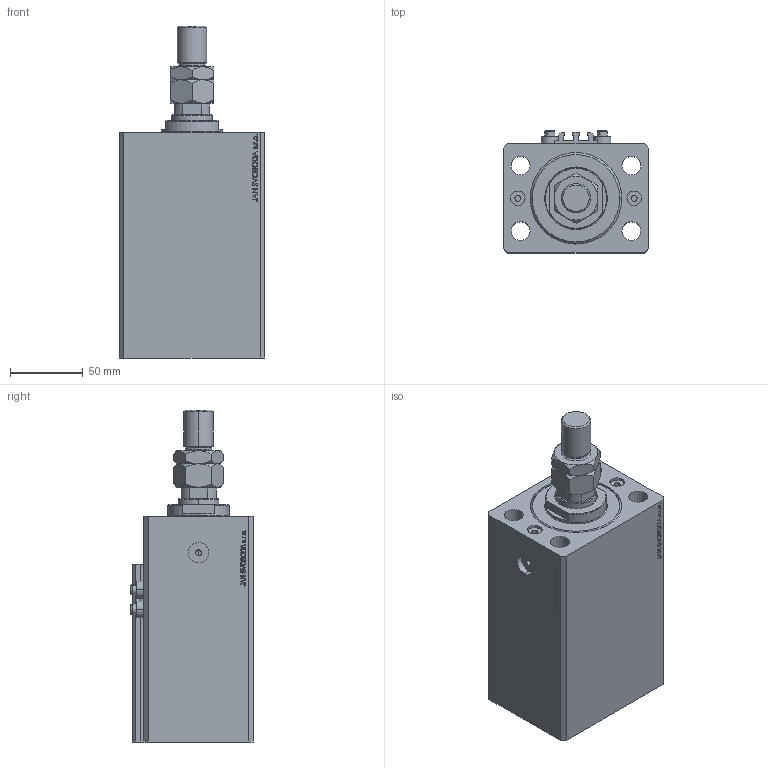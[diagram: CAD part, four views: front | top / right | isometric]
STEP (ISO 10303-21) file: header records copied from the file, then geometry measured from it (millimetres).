
FILE_DESCRIPTION (( 'STEP AP203' ), '1' );
FILE_NAME ('7af7.STEP', '2023-10-10T07:44:03', ( '' ), ( '' ), 'SwSTEP 2.0', 'SolidWorks 2019', '' );
FILE_SCHEMA (( 'CONFIG_CONTROL_DESIGN' ));
Length unit declared in the file: millimetre
Products named in the file (6): MTA 0b5f7c5210c498175678ad17c6b80093; V250CE_VC_C 0b5f7c5210c498175678ad17c6b80093; V250CE_C_Body 0b5f7c5210c498175678ad17c6b80093; V250CE_C_VCP 0b5f7c5210c498175678ad17c6b80093; ALLEN BOLT V250CE 0b5f7c5210c498175678ad17c6b80093; 7af7
Assembly tree (8 placements, depth 2):
  7af7
    V250CE_C_Body 0b5f7c5210c498175678ad17c6b80093
    ALLEN BOLT V250CE 0b5f7c5210c498175678ad17c6b80093  x4
    V250CE_C_VCP 0b5f7c5210c498175678ad17c6b80093
    V250CE_VC_C 0b5f7c5210c498175678ad17c6b80093
    MTA 0b5f7c5210c498175678ad17c6b80093
Bounding box: 100 x 84 x 228 mm (x, y, z)
Volume: 1019806.1 mm3; surface area: 173966.1 mm2
Topology: 9 solids, 9 shells, 1083 faces, 2700 edges, 1755 vertices
Faces by surface type: plane 519, bspline 374, cylinder 90, cone 84, torus 16
Entity records: 48835 total; most frequent: CARTESIAN_POINT 26424, ORIENTED_EDGE 5090, DIRECTION 3219, EDGE_CURVE 2545, VERTEX_POINT 1671, VECTOR 1507, LINE 1507, EDGE_LOOP 1132
